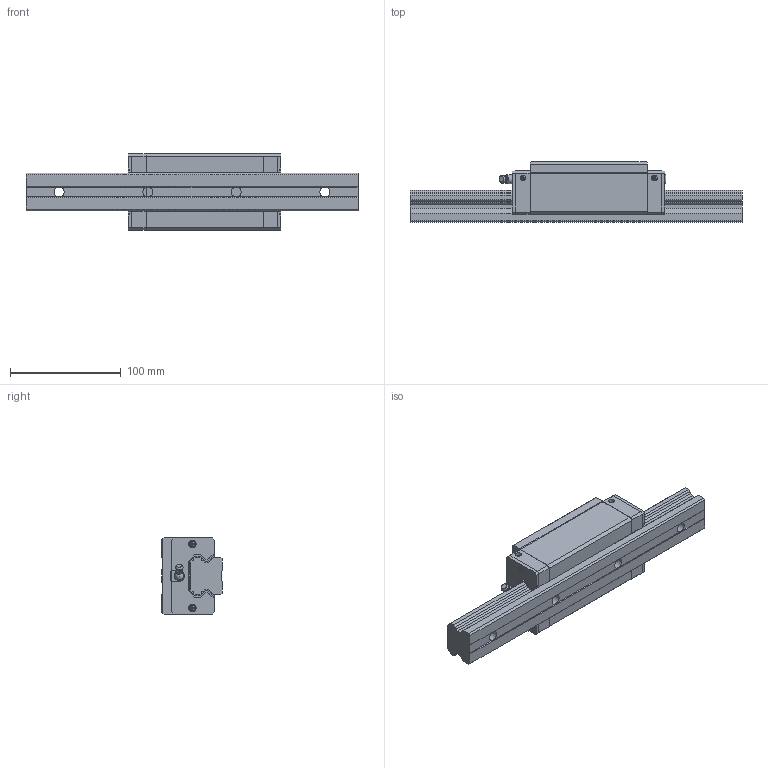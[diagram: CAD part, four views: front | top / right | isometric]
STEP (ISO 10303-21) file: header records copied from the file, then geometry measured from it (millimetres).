
FILE_DESCRIPTION(/* description */ (''),/* implementation_level */ '2;1');
FILE_NAME(/* name */ 'GHH35HA1R300ZAP-30_30_1_1__stp.stp',/* time_stamp */ '2024-05-09T16:18:38+08:00',/* author */ (''),/* organization */ (''),/* preprocessor_version */ 'ST-DEVELOPER v16',/* originating_system */ 'SIEMENS PLM Software NX 11.0',/* authorisation */ '');
FILE_SCHEMA (('AP203_CONFIGURATION_CONTROLLED_3D_DESIGN_OF_MECHANICAL_PARTS_AND_ASSEMBLIES_MIM_LF { 1 0 10303 403 2 1 2}'));
Length unit declared in the file: millimetre
Products named in the file (8): GH35-_G; GH35_BOLT; GH35_SCREW; GHH35HA_P; GHH35HA_C; GHH35HA_SLIDER; GHR35R300P+RC-30_30(1)_RAIL; GHH35HA1R300ZAP-30_30_1_1__stp
Assembly tree (12 placements, depth 2):
  GHH35HA1R300ZAP-30_30_1_1__stp
    GHR35R300P+RC-30_30(1)_RAIL
    GHH35HA_SLIDER
    GHH35HA_C  x2
    GHH35HA_P  x2
    GH35_SCREW  x4
    GH35_BOLT
    GH35-_G
Bounding box: 300 x 55 x 70 mm (x, y, z)
Volume: 596373.6 mm3; surface area: 105386.4 mm2
Topology: 12 solids, 12 shells, 446 faces, 1152 edges, 752 vertices
Faces by surface type: plane 338, cylinder 68, cone 24, torus 10, sphere 5, bspline 1
Full cylindrical faces by diameter (mm): 0.656 x4, 4.5 x5, 5.1 x4, 5.43 x4, 6 x2, 6.5 x2, 6.647 x4, 6.79 x4, 7 x2, 8 x1, 8.2 x1, 9 x4, 14 x4
Entity records: 9354 total; most frequent: CARTESIAN_POINT 1575, DIRECTION 1361, ORIENTED_EDGE 1336, EDGE_CURVE 668, LINE 503, VECTOR 503, VERTEX_POINT 465, AXIS2_PLACEMENT_3D 429
